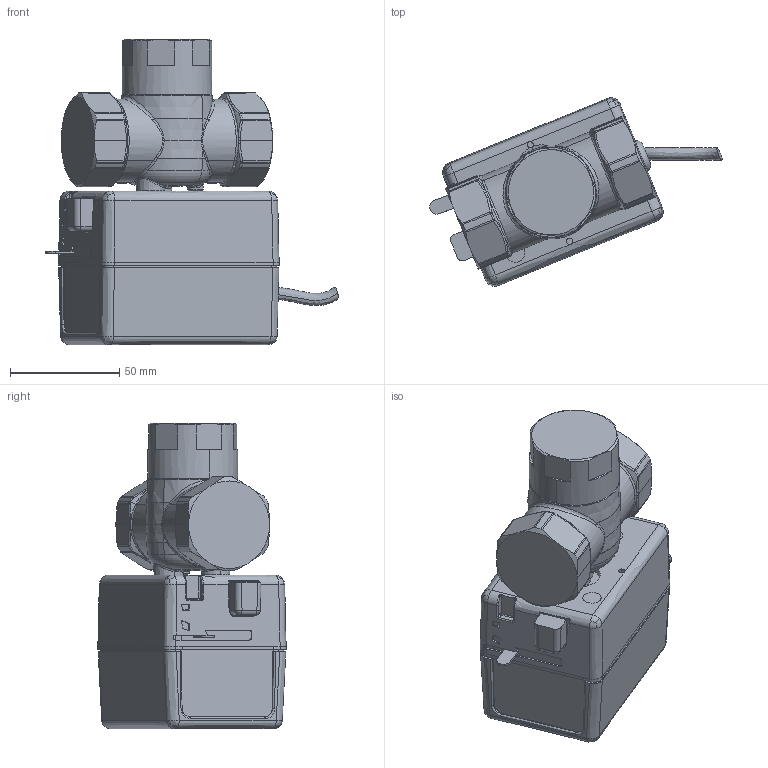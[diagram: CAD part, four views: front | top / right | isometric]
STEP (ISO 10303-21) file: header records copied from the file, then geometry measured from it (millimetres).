
FILE_DESCRIPTION(('CATIA V5 STEP Exchange','CAx-IF Rec.Pracs.--- Model Styling and Organization---1.4--- 2014-01-23','CAx-IF Rec.Pracs.---3D Tessellated Data Validation Properties---0.5---2014-09-14'),'2;1');
FILE_NAME('STEP_643062_-_TST.stp','2022-08-31T08:40:37+00:00',('none'),('none'),'CATIA Version 5-6 Release 2019 SP3','CATIA V5 STEP AP242 v1','none');
FILE_SCHEMA(('AP242_MANAGED_MODEL_BASED_3D_ENGINEERING_MIM_LF {1 0 10303 442 1 1 4}'));
Products named in the file (1): 643062-TST
Bounding box: 133.58 x 86.12 x 139.51 mm (x, y, z)
Volume: 509345.9 mm3; surface area: 50070.1 mm2
Topology: 1 solids, 2 shells, 680 faces, 1692 edges, 1012 vertices
Faces by surface type: bspline 382, plane 106, cylinder 74, cone 70, torus 38, sphere 10
Entity records: 36708 total; most frequent: CARTESIAN_POINT 24434, ORIENTED_EDGE 3312, EDGE_CURVE 1656, B_SPLINE_CURVE_WITH_KNOTS 1113, VERTEX_POINT 998, DIRECTION 935, EDGE_LOOP 704, ADVANCED_FACE 680
